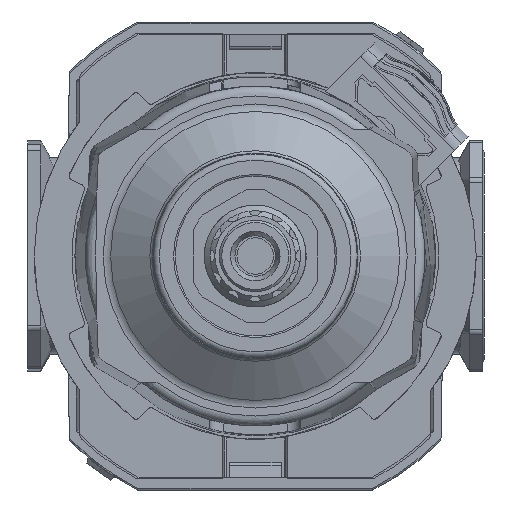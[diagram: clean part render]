
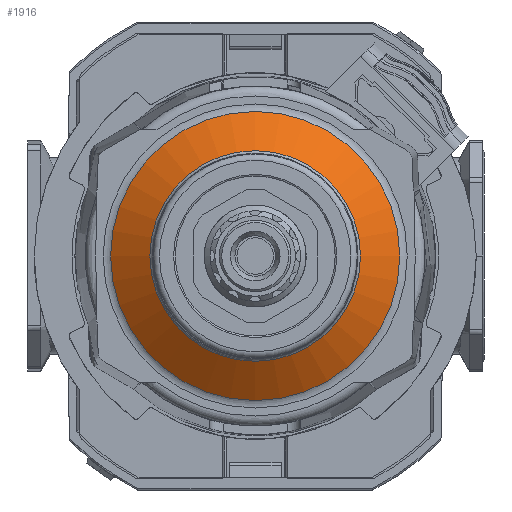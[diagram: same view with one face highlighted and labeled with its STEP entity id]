
A CAD part, front view. The second image highlights one B-rep face of the part: STEP entity #1916.
In plain terms, the highlighted conical face has half-angle 54.996 degrees and reference radius 22.24 mm.
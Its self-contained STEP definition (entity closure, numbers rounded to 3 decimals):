
#1916 = ADVANCED_FACE( '', ( #4382, #4383 ), #4384, .T. );
#4382 = FACE_BOUND( '', #7621, .T. );
#4383 = FACE_OUTER_BOUND( '', #7622, .T. );
#4384 = CONICAL_SURFACE( '', #7623, 22.24, 0.96 );
#7621 = EDGE_LOOP( '', ( #13400 ) );
#7622 = EDGE_LOOP( '', ( #13401 ) );
#7623 = AXIS2_PLACEMENT_3D( '', #13402, #13403, #13404 );
#13400 = ORIENTED_EDGE( '', *, *, #20734, .F. );
#13401 = ORIENTED_EDGE( '', *, *, #21141, .T. );
#13402 = CARTESIAN_POINT( '', ( 0., 5.938, 0. ) );
#13403 = DIRECTION( '', ( 0., 1., 0. ) );
#13404 = DIRECTION( '', ( -1., 0., 0. ) );
#20734 = EDGE_CURVE( '', #25571, #25571, #25572, .T. );
#21141 = EDGE_CURVE( '', #26173, #26173, #26174, .T. );
#25571 = VERTEX_POINT( '', #33527 );
#25572 = CIRCLE( '', #33528, 16.199 );
#26173 = VERTEX_POINT( '', #34594 );
#26174 = CIRCLE( '', #34595, 22.24 );
#33527 = CARTESIAN_POINT( '', ( 16.199, 1.708, 0. ) );
#33528 = AXIS2_PLACEMENT_3D( '', #40505, #40506, #40507 );
#34594 = CARTESIAN_POINT( '', ( 22.24, 5.938, 0. ) );
#34595 = AXIS2_PLACEMENT_3D( '', #40956, #40957, #40958 );
#40505 = CARTESIAN_POINT( '', ( 0., 1.708, 0. ) );
#40506 = DIRECTION( '', ( 0., -1., 0. ) );
#40507 = DIRECTION( '', ( 1., 0., 0. ) );
#40956 = CARTESIAN_POINT( '', ( 0., 5.938, 0. ) );
#40957 = DIRECTION( '', ( 0., -1., 0. ) );
#40958 = DIRECTION( '', ( 1., 0., 0. ) );
